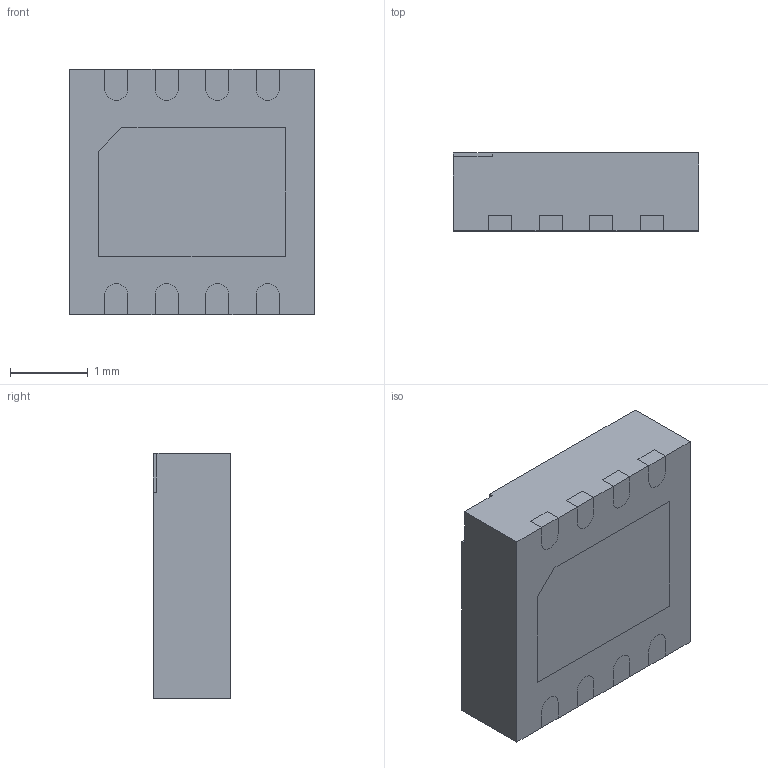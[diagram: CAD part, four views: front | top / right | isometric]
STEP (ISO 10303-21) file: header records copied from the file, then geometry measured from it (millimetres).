
FILE_DESCRIPTION(('FreeCAD Model'),'2;1');
FILE_NAME('VSON8.step', '2020-12-04T13:16:55',('Author'),(''), 'Open CASCADE STEP processor 7.3','FreeCAD','Unknown');
FILE_SCHEMA(('AUTOMOTIVE_DESIGN { 1 0 10303 214 1 1 1 1 }'));
Length unit declared in the file: millimetre
Products named in the file (1): VSON8
Bounding box: 3.15 x 1 x 3.15 mm (x, y, z)
Volume: 9.9 mm3; surface area: 48.3 mm2
Topology: 10 solids, 10 shells, 110 faces, 801 edges, 2314 vertices
Faces by surface type: plane 86, cylinder 24
Entity records: 12908 total; most frequent: CARTESIAN_POINT 3832, DIRECTION 1689, LINE 1143, VECTOR 1143, GEOMETRIC_CURVE_SET 535, ORIENTED_EDGE 534, PCURVE 534, DEFINITIONAL_REPRESENTATION 534
